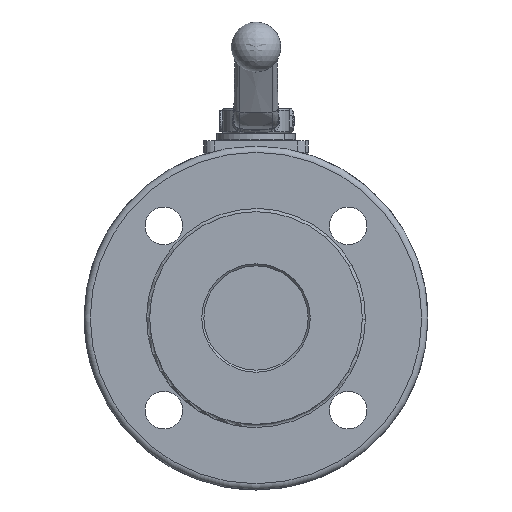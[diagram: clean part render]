
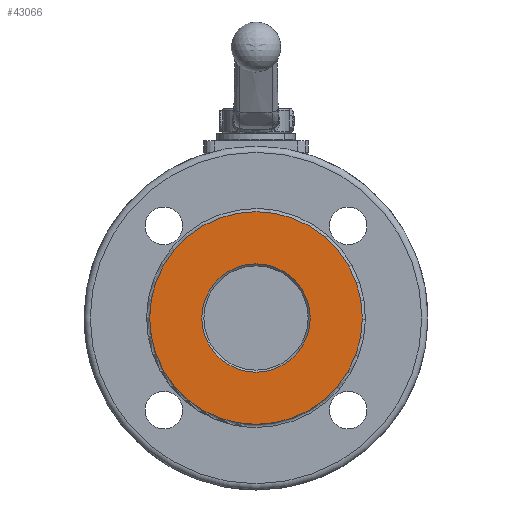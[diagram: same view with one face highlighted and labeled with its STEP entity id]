
A CAD part, left-side view. The second image highlights one B-rep face of the part: STEP entity #43066.
In plain terms, the highlighted planar face has unit normal (-1, 0, 0).
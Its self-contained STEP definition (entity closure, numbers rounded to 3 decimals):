
#14334=CARTESIAN_POINT('',(-75.,0.,-26.));
#14335=VERTEX_POINT('',#14334);
#14344=CARTESIAN_POINT('',(-75.,0.,26.));
#14345=VERTEX_POINT('',#14344);
#14346=CARTESIAN_POINT('',(-75.,0.,0.));
#14347=DIRECTION('',(-1.,0.,0.));
#14348=DIRECTION('',(0.,0.,-1.));
#14349=AXIS2_PLACEMENT_3D('',#14346,#14347,#14348);
#14350=CIRCLE('',#14349,26.);
#14351=EDGE_CURVE('',#14335,#14345,#14350,.T.);
#14353=CARTESIAN_POINT('',(-75.,0.,0.));
#14354=DIRECTION('',(-1.,0.,0.));
#14355=DIRECTION('',(0.,0.,-1.));
#14356=AXIS2_PLACEMENT_3D('',#14353,#14354,#14355);
#14357=CIRCLE('',#14356,26.);
#14358=EDGE_CURVE('',#14345,#14335,#14357,.T.);
#15590=CARTESIAN_POINT('',(-75.,51.,-0.));
#15591=VERTEX_POINT('',#15590);
#15598=CARTESIAN_POINT('',(-75.,-51.,0.));
#15599=VERTEX_POINT('',#15598);
#15600=CARTESIAN_POINT('',(-75.,0.,0.));
#15601=DIRECTION('',(1.,0.,0.));
#15602=DIRECTION('',(-0.,1.,0.));
#15603=AXIS2_PLACEMENT_3D('',#15600,#15601,#15602);
#15604=CIRCLE('',#15603,51.);
#15605=EDGE_CURVE('',#15591,#15599,#15604,.T.);
#15607=CARTESIAN_POINT('',(-75.,0.,0.));
#15608=DIRECTION('',(1.,0.,0.));
#15609=DIRECTION('',(-0.,1.,0.));
#15610=AXIS2_PLACEMENT_3D('',#15607,#15608,#15609);
#15611=CIRCLE('',#15610,51.);
#15612=EDGE_CURVE('',#15599,#15591,#15611,.T.);
#43053=CARTESIAN_POINT('',(-75.,0.,38.));
#43054=DIRECTION('',(1.,0.,0.));
#43055=DIRECTION('',(0.,1.,0.));
#43056=AXIS2_PLACEMENT_3D('',#43053,#43054,#43055);
#43057=PLANE('',#43056);
#43058=ORIENTED_EDGE('',*,*,#15612,.F.);
#43059=ORIENTED_EDGE('',*,*,#15605,.F.);
#43060=EDGE_LOOP('',(#43058,#43059));
#43061=FACE_BOUND('',#43060,.T.);
#43062=ORIENTED_EDGE('',*,*,#14358,.F.);
#43063=ORIENTED_EDGE('',*,*,#14351,.F.);
#43064=EDGE_LOOP('',(#43062,#43063));
#43065=FACE_BOUND('',#43064,.T.);
#43066=ADVANCED_FACE('',(#43061,#43065),#43057,.F.);
